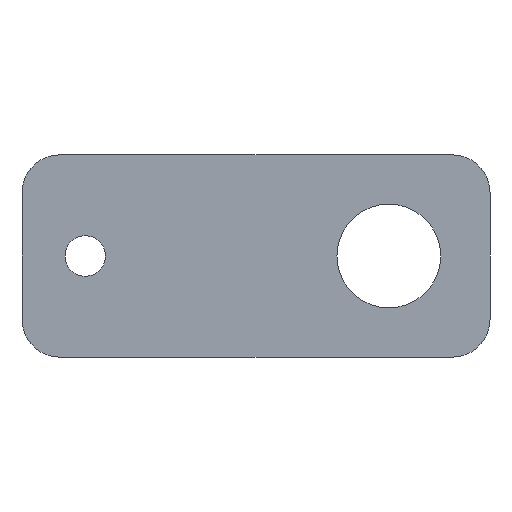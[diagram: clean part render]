
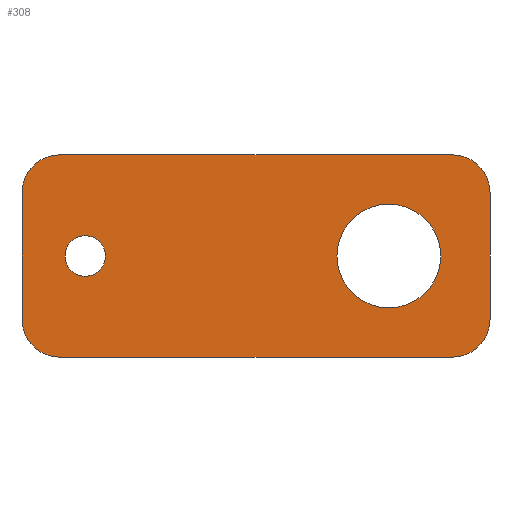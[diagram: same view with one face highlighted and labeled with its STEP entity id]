
A CAD part, front view. The second image highlights one B-rep face of the part: STEP entity #308.
In plain terms, the highlighted planar face has unit normal (0, -1, 0).
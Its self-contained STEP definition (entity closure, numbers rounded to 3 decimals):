
#17=FACE_BOUND('',#61,.T.);
#18=FACE_BOUND('',#62,.T.);
#26=PLANE('',#354);
#42=FACE_OUTER_BOUND('',#60,.T.);
#60=EDGE_LOOP('',(#275,#276,#277,#278,#279,#280,#281,#282));
#61=EDGE_LOOP('',(#283));
#62=EDGE_LOOP('',(#284));
#72=LINE('',#483,#98);
#78=LINE('',#497,#104);
#84=LINE('',#513,#110);
#88=LINE('',#532,#114);
#98=VECTOR('',#388,10.);
#104=VECTOR('',#402,10.);
#110=VECTOR('',#416,10.);
#114=VECTOR('',#444,10.);
#122=CIRCLE('',#336,3.);
#124=CIRCLE('',#340,3.);
#127=CIRCLE('',#346,3.);
#128=CIRCLE('',#348,3.);
#129=CIRCLE('',#350,1.6);
#130=CIRCLE('',#352,4.1);
#144=VERTEX_POINT('',#480);
#145=VERTEX_POINT('',#482);
#147=VERTEX_POINT('',#490);
#148=VERTEX_POINT('',#492);
#149=VERTEX_POINT('',#496);
#152=VERTEX_POINT('',#503);
#153=VERTEX_POINT('',#505);
#155=VERTEX_POINT('',#511);
#157=VERTEX_POINT('',#524);
#158=VERTEX_POINT('',#528);
#175=EDGE_CURVE('',#145,#144,#72,.T.);
#180=EDGE_CURVE('',#147,#148,#122,.T.);
#182=EDGE_CURVE('',#149,#148,#78,.T.);
#186=EDGE_CURVE('',#152,#153,#124,.T.);
#190=EDGE_CURVE('',#152,#155,#84,.T.);
#194=EDGE_CURVE('',#145,#155,#127,.T.);
#195=EDGE_CURVE('',#149,#144,#128,.T.);
#197=EDGE_CURVE('',#157,#157,#129,.T.);
#199=EDGE_CURVE('',#158,#158,#130,.T.);
#200=EDGE_CURVE('',#147,#153,#88,.T.);
#275=ORIENTED_EDGE('',*,*,#180,.F.);
#276=ORIENTED_EDGE('',*,*,#200,.T.);
#277=ORIENTED_EDGE('',*,*,#186,.F.);
#278=ORIENTED_EDGE('',*,*,#190,.T.);
#279=ORIENTED_EDGE('',*,*,#194,.F.);
#280=ORIENTED_EDGE('',*,*,#175,.T.);
#281=ORIENTED_EDGE('',*,*,#195,.F.);
#282=ORIENTED_EDGE('',*,*,#182,.T.);
#283=ORIENTED_EDGE('',*,*,#199,.F.);
#284=ORIENTED_EDGE('',*,*,#197,.F.);
#308=ADVANCED_FACE('',(#42,#17,#18),#26,.F.);
#336=AXIS2_PLACEMENT_3D('',#493,#397,#398);
#340=AXIS2_PLACEMENT_3D('',#506,#409,#410);
#346=AXIS2_PLACEMENT_3D('',#520,#426,#427);
#348=AXIS2_PLACEMENT_3D('',#522,#430,#431);
#350=AXIS2_PLACEMENT_3D('',#526,#435,#436);
#352=AXIS2_PLACEMENT_3D('',#530,#440,#441);
#354=AXIS2_PLACEMENT_3D('',#533,#445,#446);
#388=DIRECTION('',(-1.,0.,0.));
#397=DIRECTION('center_axis',(0.,1.,0.));
#398=DIRECTION('ref_axis',(-0.707,0.,-0.707));
#402=DIRECTION('',(0.,0.,-1.));
#409=DIRECTION('center_axis',(0.,1.,0.));
#410=DIRECTION('ref_axis',(0.707,0.,-0.707));
#416=DIRECTION('',(0.,0.,1.));
#426=DIRECTION('center_axis',(0.,1.,0.));
#427=DIRECTION('ref_axis',(0.707,0.,0.707));
#430=DIRECTION('center_axis',(0.,1.,0.));
#431=DIRECTION('ref_axis',(-0.707,0.,0.707));
#435=DIRECTION('center_axis',(0.,-1.,0.));
#436=DIRECTION('ref_axis',(-1.,0.,0.));
#440=DIRECTION('center_axis',(0.,-1.,0.));
#441=DIRECTION('ref_axis',(-1.,0.,0.));
#444=DIRECTION('',(1.,0.,0.));
#445=DIRECTION('center_axis',(0.,1.,0.));
#446=DIRECTION('ref_axis',(-1.,0.,0.));
#480=CARTESIAN_POINT('',(-128.75,-190.85,139.75));
#482=CARTESIAN_POINT('',(-97.75,-190.85,139.75));
#483=CARTESIAN_POINT('',(-94.75,-190.85,139.75));
#490=CARTESIAN_POINT('',(-128.75,-190.85,123.75));
#492=CARTESIAN_POINT('',(-131.75,-190.85,126.75));
#493=CARTESIAN_POINT('Origin',(-128.75,-190.85,126.75));
#496=CARTESIAN_POINT('',(-131.75,-190.85,136.75));
#497=CARTESIAN_POINT('',(-131.75,-190.85,139.75));
#503=CARTESIAN_POINT('',(-94.75,-190.85,126.75));
#505=CARTESIAN_POINT('',(-97.75,-190.85,123.75));
#506=CARTESIAN_POINT('Origin',(-97.75,-190.85,126.75));
#511=CARTESIAN_POINT('',(-94.75,-190.85,136.75));
#513=CARTESIAN_POINT('',(-94.75,-190.85,123.75));
#520=CARTESIAN_POINT('Origin',(-97.75,-190.85,136.75));
#522=CARTESIAN_POINT('Origin',(-128.75,-190.85,136.75));
#524=CARTESIAN_POINT('',(-125.15,-190.85,131.75));
#526=CARTESIAN_POINT('Origin',(-126.75,-190.85,131.75));
#528=CARTESIAN_POINT('',(-98.65,-190.85,131.75));
#530=CARTESIAN_POINT('Origin',(-102.75,-190.85,131.75));
#532=CARTESIAN_POINT('',(-131.75,-190.85,123.75));
#533=CARTESIAN_POINT('Origin',(-113.25,-190.85,131.75));
